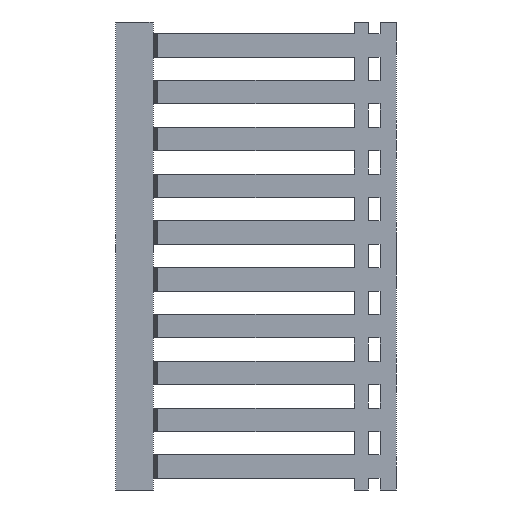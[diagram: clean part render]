
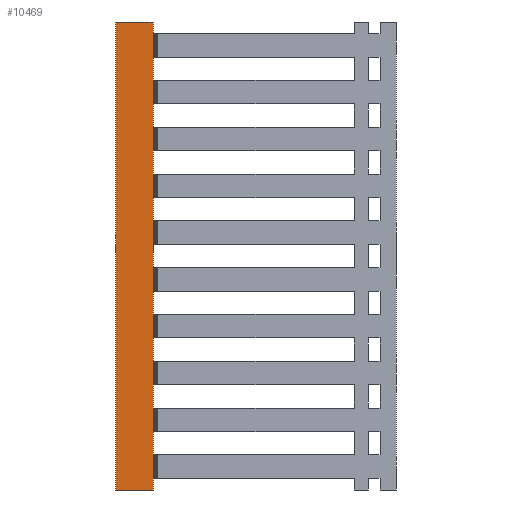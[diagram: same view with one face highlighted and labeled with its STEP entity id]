
A CAD part, left-side view. The second image highlights one B-rep face of the part: STEP entity #10469.
In plain terms, the highlighted planar face has unit normal (-1, 0, 0).
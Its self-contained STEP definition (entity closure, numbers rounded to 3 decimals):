
#316 = DIRECTION ( 'NONE',  ( 0., 1., 0. ) ) ;
#533 = AXIS2_PLACEMENT_3D ( 'NONE', #8786, #5449, #316 ) ;
#997 = FACE_OUTER_BOUND ( 'NONE', #1596, .T. ) ;
#1121 = ORIENTED_EDGE ( 'NONE', *, *, #8297, .F. ) ;
#1596 = EDGE_LOOP ( 'NONE', ( #7934, #1121, #7996, #9469 ) ) ;
#1725 = CARTESIAN_POINT ( 'NONE',  ( -12.5, 60., -100. ) ) ;
#1873 = DIRECTION ( 'NONE',  ( 0., -1., 0. ) ) ;
#2915 = CARTESIAN_POINT ( 'NONE',  ( -12.5, 60., -100. ) ) ;
#3362 = DIRECTION ( 'NONE',  ( 0., -1., 0. ) ) ;
#3726 = VERTEX_POINT ( 'NONE', #2915 ) ;
#4081 = LINE ( 'NONE', #6618, #4557 ) ;
#4120 = VERTEX_POINT ( 'NONE', #5665 ) ;
#4557 = VECTOR ( 'NONE', #10073, 1000. ) ;
#4606 = PLANE ( 'NONE',  #533 ) ;
#4645 = CARTESIAN_POINT ( 'NONE',  ( -12.5, 52., -100. ) ) ;
#5022 = CARTESIAN_POINT ( 'NONE',  ( -12.5, 60., -100. ) ) ;
#5255 = LINE ( 'NONE', #5022, #9099 ) ;
#5303 = VECTOR ( 'NONE', #3362, 1000. ) ;
#5449 = DIRECTION ( 'NONE',  ( -1., 0., 0. ) ) ;
#5665 = CARTESIAN_POINT ( 'NONE',  ( -12.5, 60., 0. ) ) ;
#5919 = DIRECTION ( 'NONE',  ( 0., 0., 1. ) ) ;
#6268 = EDGE_CURVE ( 'NONE', #9237, #6678, #4081, .T. ) ;
#6322 = VECTOR ( 'NONE', #1873, 1000. ) ;
#6618 = CARTESIAN_POINT ( 'NONE',  ( -12.5, 52., -100. ) ) ;
#6678 = VERTEX_POINT ( 'NONE', #7603 ) ;
#7079 = EDGE_CURVE ( 'NONE', #3726, #9237, #10991, .T. ) ;
#7603 = CARTESIAN_POINT ( 'NONE',  ( -12.5, 52., 0. ) ) ;
#7859 = LINE ( 'NONE', #10460, #6322 ) ;
#7934 = ORIENTED_EDGE ( 'NONE', *, *, #9571, .F. ) ;
#7996 = ORIENTED_EDGE ( 'NONE', *, *, #7079, .T. ) ;
#8297 = EDGE_CURVE ( 'NONE', #3726, #4120, #5255, .T. ) ;
#8786 = CARTESIAN_POINT ( 'NONE',  ( -12.5, 60., -100. ) ) ;
#9099 = VECTOR ( 'NONE', #5919, 1000. ) ;
#9237 = VERTEX_POINT ( 'NONE', #4645 ) ;
#9469 = ORIENTED_EDGE ( 'NONE', *, *, #6268, .T. ) ;
#9571 = EDGE_CURVE ( 'NONE', #4120, #6678, #7859, .T. ) ;
#10073 = DIRECTION ( 'NONE',  ( 0., 0., 1. ) ) ;
#10460 = CARTESIAN_POINT ( 'NONE',  ( -12.5, 60., 0. ) ) ;
#10469 = ADVANCED_FACE ( 'NONE', ( #997 ), #4606, .T. ) ;
#10991 = LINE ( 'NONE', #1725, #5303 ) ;
